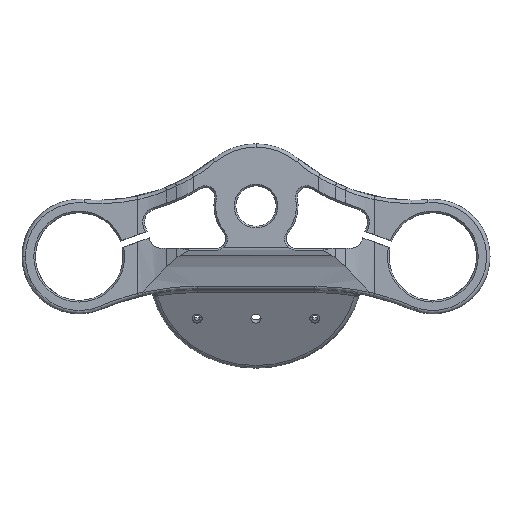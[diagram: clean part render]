
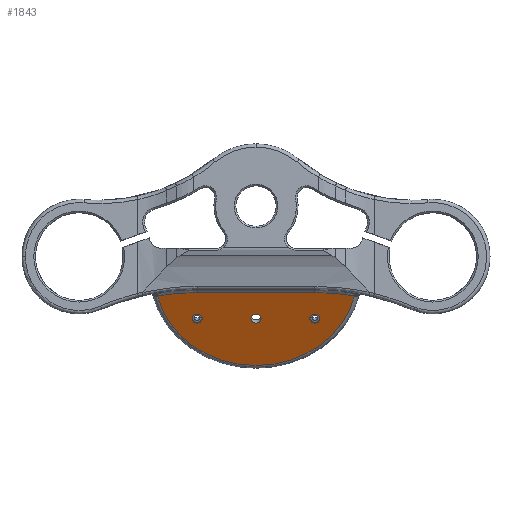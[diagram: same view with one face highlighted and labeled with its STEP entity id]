
A CAD part, front view. The second image highlights one B-rep face of the part: STEP entity #1843.
In plain terms, the highlighted planar face has unit normal (0, -0.883, -0.469).
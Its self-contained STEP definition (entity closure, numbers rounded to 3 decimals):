
#5 = CARTESIAN_POINT ( 'NONE',  ( -35., 25.727, -69.557 ) ) ;
#189 = EDGE_CURVE ( 'NONE', #9037, #5801, #7489, .T. ) ;
#266 = ORIENTED_EDGE ( 'NONE', *, *, #7475, .F. ) ;
#559 = CARTESIAN_POINT ( 'NONE',  ( -58.538, 17.12, -53.368 ) ) ;
#621 = ORIENTED_EDGE ( 'NONE', *, *, #1705, .F. ) ;
#730 = CARTESIAN_POINT ( 'NONE',  ( -42.894, 16.05, -51.357 ) ) ;
#845 = CARTESIAN_POINT ( 'NONE',  ( 35., 24.319, -66.908 ) ) ;
#1051 = VERTEX_POINT ( 'NONE', #7357 ) ;
#1075 = EDGE_CURVE ( 'NONE', #6726, #8924, #1658, .T. ) ;
#1237 = DIRECTION ( 'NONE',  ( 0., -0.883, -0.469 ) ) ;
#1335 = CARTESIAN_POINT ( 'NONE',  ( 56., 16.467, -52.141 ) ) ;
#1390 = DIRECTION ( 'NONE',  ( -1., 0., 0. ) ) ;
#1490 = CIRCLE ( 'NONE', #6915, 3. ) ;
#1542 = VERTEX_POINT ( 'NONE', #6013 ) ;
#1658 = CIRCLE ( 'NONE', #2899, 3. ) ;
#1705 = EDGE_CURVE ( 'NONE', #8924, #6726, #4003, .T. ) ;
#1843 = ADVANCED_FACE ( 'NONE', ( #8713, #5035, #2057, #4990 ), #4219, .F. ) ;
#1857 = VERTEX_POINT ( 'NONE', #559 ) ;
#1895 = EDGE_LOOP ( 'NONE', ( #8967, #9137, #5320, #3666 ) ) ;
#2001 = DIRECTION ( 'NONE',  ( 0., -0.883, -0.469 ) ) ;
#2010 = CARTESIAN_POINT ( 'NONE',  ( -35., 22.91, -64.26 ) ) ;
#2041 = CARTESIAN_POINT ( 'NONE',  ( -35., 16.05, -51.357 ) ) ;
#2046 = DIRECTION ( 'NONE',  ( 0., -0.469, 0.883 ) ) ;
#2057 = FACE_BOUND ( 'NONE', #8839, .T. ) ;
#2094 = CARTESIAN_POINT ( 'NONE',  ( 0., 10.939, -41.744 ) ) ;
#2137 = CARTESIAN_POINT ( 'NONE',  ( 35., 16.05, -51.357 ) ) ;
#2252 = CARTESIAN_POINT ( 'NONE',  ( -35., 16.05, -51.357 ) ) ;
#2256 = ORIENTED_EDGE ( 'NONE', *, *, #1075, .F. ) ;
#2273 = AXIS2_PLACEMENT_3D ( 'NONE', #2094, #1237, #4982 ) ;
#2278 = CARTESIAN_POINT ( 'NONE',  ( 58.538, 17.12, -53.368 ) ) ;
#2426 = AXIS2_PLACEMENT_3D ( 'NONE', #6741, #4527, #8788 ) ;
#2789 = CARTESIAN_POINT ( 'NONE',  ( 0., 25.727, -69.557 ) ) ;
#2899 = AXIS2_PLACEMENT_3D ( 'NONE', #845, #6086, #9033 ) ;
#2944 = EDGE_CURVE ( 'NONE', #1051, #2948, #8175, .T. ) ;
#2948 = VERTEX_POINT ( 'NONE', #2789 ) ;
#3031 = AXIS2_PLACEMENT_3D ( 'NONE', #7028, #5574, #7754 ) ;
#3666 = ORIENTED_EDGE ( 'NONE', *, *, #5705, .T. ) ;
#3688 = AXIS2_PLACEMENT_3D ( 'NONE', #8076, #9438, #8704 ) ;
#3700 = CARTESIAN_POINT ( 'NONE',  ( -50.759, 16.407, -52.029 ) ) ;
#3723 = LINE ( 'NONE', #2252, #7500 ) ;
#3836 = ORIENTED_EDGE ( 'NONE', *, *, #2944, .T. ) ;
#3972 = DIRECTION ( 'NONE',  ( 0., -0.883, -0.469 ) ) ;
#4003 = CIRCLE ( 'NONE', #3031, 3. ) ;
#4032 = CARTESIAN_POINT ( 'NONE',  ( -35., 24.319, -66.908 ) ) ;
#4101 = EDGE_CURVE ( 'NONE', #1857, #9354, #9409, .T. ) ;
#4219 = PLANE ( 'NONE',  #4319 ) ;
#4251 = CARTESIAN_POINT ( 'NONE',  ( -35., 24.319, -66.908 ) ) ;
#4316 = DIRECTION ( 'NONE',  ( 0., -0.469, 0.883 ) ) ;
#4319 = AXIS2_PLACEMENT_3D ( 'NONE', #1335, #9531, #4316 ) ;
#4410 = EDGE_CURVE ( 'NONE', #2948, #1051, #5383, .T. ) ;
#4431 = CARTESIAN_POINT ( 'NONE',  ( 50.759, 16.407, -52.029 ) ) ;
#4434 = EDGE_CURVE ( 'NONE', #9354, #1542, #6991, .T. ) ;
#4527 = DIRECTION ( 'NONE',  ( 0., 0.883, 0.469 ) ) ;
#4552 = AXIS2_PLACEMENT_3D ( 'NONE', #4032, #3972, #9197 ) ;
#4649 = CARTESIAN_POINT ( 'NONE',  ( 35., 25.727, -69.557 ) ) ;
#4982 = DIRECTION ( 'NONE',  ( 0., -0.469, 0.883 ) ) ;
#4990 = FACE_OUTER_BOUND ( 'NONE', #1895, .T. ) ;
#5035 = FACE_BOUND ( 'NONE', #9294, .T. ) ;
#5257 = CARTESIAN_POINT ( 'NONE',  ( 42.894, 16.05, -51.357 ) ) ;
#5320 = ORIENTED_EDGE ( 'NONE', *, *, #4434, .T. ) ;
#5383 = CIRCLE ( 'NONE', #2426, 3. ) ;
#5574 = DIRECTION ( 'NONE',  ( 0., -0.883, -0.469 ) ) ;
#5613 = CARTESIAN_POINT ( 'NONE',  ( 58.538, 17.12, -53.368 ) ) ;
#5705 = EDGE_CURVE ( 'NONE', #1542, #6064, #3723, .T. ) ;
#5801 = VERTEX_POINT ( 'NONE', #2010 ) ;
#5832 = CARTESIAN_POINT ( 'NONE',  ( -58.538, 17.12, -53.368 ) ) ;
#6013 = CARTESIAN_POINT ( 'NONE',  ( 35., 16.05, -51.357 ) ) ;
#6064 = VERTEX_POINT ( 'NONE', #2041 ) ;
#6086 = DIRECTION ( 'NONE',  ( 0., -0.883, -0.469 ) ) ;
#6551 = CARTESIAN_POINT ( 'NONE',  ( 35., 22.91, -64.26 ) ) ;
#6726 = VERTEX_POINT ( 'NONE', #6551 ) ;
#6741 = CARTESIAN_POINT ( 'NONE',  ( 0., 24.319, -66.908 ) ) ;
#6915 = AXIS2_PLACEMENT_3D ( 'NONE', #4251, #2001, #2046 ) ;
#6991 =( BOUNDED_CURVE ( )  B_SPLINE_CURVE ( 3, ( #2278, #4431, #5257, #2137 ),
 .UNSPECIFIED., .F., .F. ) 
 B_SPLINE_CURVE_WITH_KNOTS ( ( 4, 4 ),
 ( 6.113, 6.283 ),
 .UNSPECIFIED. ) 
 CURVE ( )  GEOMETRIC_REPRESENTATION_ITEM ( )  RATIONAL_B_SPLINE_CURVE ( ( 1., 0.998, 0.998, 1. ) ) 
 REPRESENTATION_ITEM ( '' )  );
#7028 = CARTESIAN_POINT ( 'NONE',  ( 35., 24.319, -66.908 ) ) ;
#7357 = CARTESIAN_POINT ( 'NONE',  ( 0., 22.91, -64.26 ) ) ;
#7475 = EDGE_CURVE ( 'NONE', #5801, #9037, #1490, .T. ) ;
#7489 = CIRCLE ( 'NONE', #4552, 3. ) ;
#7500 = VECTOR ( 'NONE', #1390, 1000. ) ;
#7754 = DIRECTION ( 'NONE',  ( 0., -0.469, 0.883 ) ) ;
#8076 = CARTESIAN_POINT ( 'NONE',  ( 0., 24.319, -66.908 ) ) ;
#8175 = CIRCLE ( 'NONE', #3688, 3. ) ;
#8620 = ORIENTED_EDGE ( 'NONE', *, *, #4410, .T. ) ;
#8648 = CARTESIAN_POINT ( 'NONE',  ( -35., 16.05, -51.357 ) ) ;
#8704 = DIRECTION ( 'NONE',  ( 0., -0.469, 0.883 ) ) ;
#8713 = FACE_BOUND ( 'NONE', #8748, .T. ) ;
#8748 = EDGE_LOOP ( 'NONE', ( #266, #8904 ) ) ;
#8788 = DIRECTION ( 'NONE',  ( 0., -0.469, 0.883 ) ) ;
#8839 = EDGE_LOOP ( 'NONE', ( #3836, #8620 ) ) ;
#8904 = ORIENTED_EDGE ( 'NONE', *, *, #189, .F. ) ;
#8924 = VERTEX_POINT ( 'NONE', #4649 ) ;
#8967 = ORIENTED_EDGE ( 'NONE', *, *, #8997, .T. ) ;
#8997 = EDGE_CURVE ( 'NONE', #6064, #1857, #9455, .T. ) ;
#9033 = DIRECTION ( 'NONE',  ( 0., -0.469, 0.883 ) ) ;
#9037 = VERTEX_POINT ( 'NONE', #5 ) ;
#9137 = ORIENTED_EDGE ( 'NONE', *, *, #4101, .T. ) ;
#9197 = DIRECTION ( 'NONE',  ( 0., -0.469, 0.883 ) ) ;
#9294 = EDGE_LOOP ( 'NONE', ( #2256, #621 ) ) ;
#9354 = VERTEX_POINT ( 'NONE', #5613 ) ;
#9409 = CIRCLE ( 'NONE', #2273, 60. ) ;
#9438 = DIRECTION ( 'NONE',  ( 0., 0.883, 0.469 ) ) ;
#9455 =( BOUNDED_CURVE ( )  B_SPLINE_CURVE ( 3, ( #8648, #730, #3700, #5832 ),
 .UNSPECIFIED., .F., .F. ) 
 B_SPLINE_CURVE_WITH_KNOTS ( ( 4, 4 ),
 ( 0., 0.171 ),
 .UNSPECIFIED. ) 
 CURVE ( )  GEOMETRIC_REPRESENTATION_ITEM ( )  RATIONAL_B_SPLINE_CURVE ( ( 1., 0.998, 0.998, 1. ) ) 
 REPRESENTATION_ITEM ( '' )  );
#9531 = DIRECTION ( 'NONE',  ( 0., 0.883, 0.469 ) ) ;
